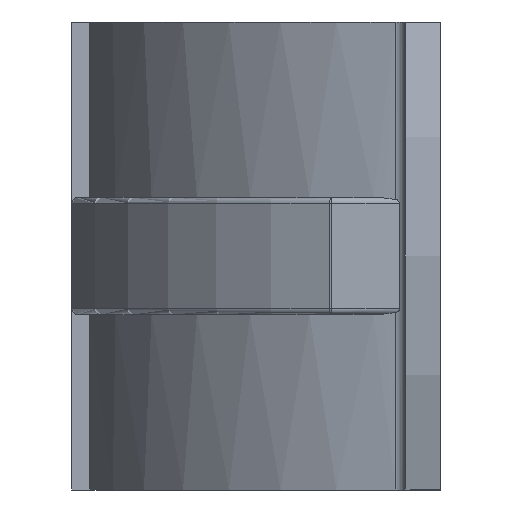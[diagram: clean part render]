
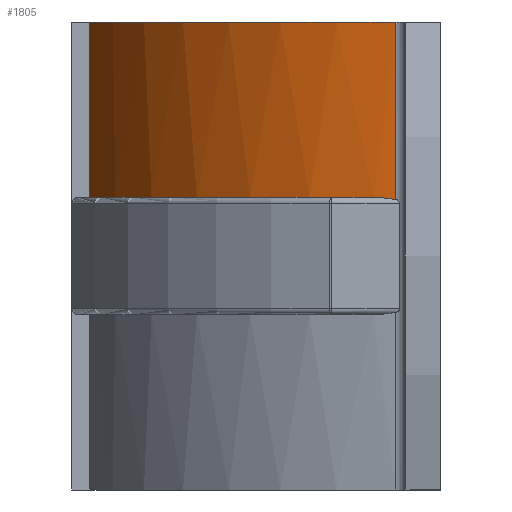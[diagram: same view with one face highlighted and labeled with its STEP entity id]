
A CAD part, left-side view. The second image highlights one B-rep face of the part: STEP entity #1805.
In plain terms, the highlighted cylindrical face has radius 33.15 mm (diameter 66.3 mm), a partial arc.
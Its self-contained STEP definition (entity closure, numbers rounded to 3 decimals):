
#39 = AXIS2_PLACEMENT_3D ( 'NONE', #211, #527, #2014 ) ;
#61 = CIRCLE ( 'NONE', #1683, 33.15 ) ;
#132 = EDGE_LOOP ( 'NONE', ( #1060, #499, #1095, #2013, #475 ) ) ;
#174 = LINE ( 'NONE', #2088, #2091 ) ;
#183 = CARTESIAN_POINT ( 'NONE',  ( 0., -1.65, 20. ) ) ;
#211 = CARTESIAN_POINT ( 'NONE',  ( 0., -1.65, 5. ) ) ;
#219 = CARTESIAN_POINT ( 'NONE',  ( -32.693, 3.835, 4.835 ) ) ;
#261 = CARTESIAN_POINT ( 'NONE',  ( -32.693, 3.835, 4.835 ) ) ;
#344 = CYLINDRICAL_SURFACE ( 'NONE', #1791, 33.15 ) ;
#389 = B_SPLINE_CURVE_WITH_KNOTS ( 'NONE', 3,
 ( #1405, #1724, #1094, #1908, #928, #261 ),
 .UNSPECIFIED., .F., .F.,
 ( 4, 2, 4 ),
 ( 0., 0.001, 0.002 ),
 .UNSPECIFIED. ) ;
#475 = ORIENTED_EDGE ( 'NONE', *, *, #1554, .T. ) ;
#499 = ORIENTED_EDGE ( 'NONE', *, *, #655, .T. ) ;
#527 = DIRECTION ( 'NONE',  ( 0., 0., -1. ) ) ;
#606 = CARTESIAN_POINT ( 'NONE',  ( -10., 29.956, 5. ) ) ;
#655 = EDGE_CURVE ( 'NONE', #1165, #989, #389, .T. ) ;
#672 = VERTEX_POINT ( 'NONE', #744 ) ;
#744 = CARTESIAN_POINT ( 'NONE',  ( -32.693, 3.835, 20. ) ) ;
#834 = CARTESIAN_POINT ( 'NONE',  ( -10., 29.956, 20. ) ) ;
#928 = CARTESIAN_POINT ( 'NONE',  ( -32.641, 4.146, 4.893 ) ) ;
#956 = LINE ( 'NONE', #834, #1666 ) ;
#970 = EDGE_CURVE ( 'NONE', #1165, #1985, #1567, .T. ) ;
#976 = DIRECTION ( 'NONE',  ( 0., 0., -1. ) ) ;
#989 = VERTEX_POINT ( 'NONE', #219 ) ;
#1044 = VERTEX_POINT ( 'NONE', #1661 ) ;
#1060 = ORIENTED_EDGE ( 'NONE', *, *, #970, .F. ) ;
#1094 = CARTESIAN_POINT ( 'NONE',  ( -32.46, 5.086, 4.985 ) ) ;
#1095 = ORIENTED_EDGE ( 'NONE', *, *, #2106, .F. ) ;
#1117 = DIRECTION ( 'NONE',  ( 0., 0., -1. ) ) ;
#1165 = VERTEX_POINT ( 'NONE', #1812 ) ;
#1198 = EDGE_CURVE ( 'NONE', #1044, #672, #61, .T. ) ;
#1237 = DIRECTION ( 'NONE',  ( 0., 0., -1. ) ) ;
#1375 = CARTESIAN_POINT ( 'NONE',  ( 0., -1.65, 20. ) ) ;
#1405 = CARTESIAN_POINT ( 'NONE',  ( -32.322, 5.712, 5. ) ) ;
#1554 = EDGE_CURVE ( 'NONE', #1044, #1985, #956, .T. ) ;
#1567 = CIRCLE ( 'NONE', #39, 33.15 ) ;
#1661 = CARTESIAN_POINT ( 'NONE',  ( -10., 29.956, 20. ) ) ;
#1663 = DIRECTION ( 'NONE',  ( 0., 0., 1. ) ) ;
#1666 = VECTOR ( 'NONE', #976, 1000. ) ;
#1683 = AXIS2_PLACEMENT_3D ( 'NONE', #183, #1663, #1988 ) ;
#1724 = CARTESIAN_POINT ( 'NONE',  ( -32.393, 5.399, 5. ) ) ;
#1791 = AXIS2_PLACEMENT_3D ( 'NONE', #1375, #1237, #1883 ) ;
#1805 = ADVANCED_FACE ( 'NONE', ( #1818 ), #344, .T. ) ;
#1812 = CARTESIAN_POINT ( 'NONE',  ( -32.322, 5.712, 5. ) ) ;
#1818 = FACE_OUTER_BOUND ( 'NONE', #132, .T. ) ;
#1883 = DIRECTION ( 'NONE',  ( -1., 0., 0. ) ) ;
#1908 = CARTESIAN_POINT ( 'NONE',  ( -32.584, 4.459, 4.931 ) ) ;
#1985 = VERTEX_POINT ( 'NONE', #606 ) ;
#1988 = DIRECTION ( 'NONE',  ( 1., 0., 0. ) ) ;
#2013 = ORIENTED_EDGE ( 'NONE', *, *, #1198, .F. ) ;
#2014 = DIRECTION ( 'NONE',  ( 1., 0., 0. ) ) ;
#2088 = CARTESIAN_POINT ( 'NONE',  ( -32.693, 3.835, 20. ) ) ;
#2091 = VECTOR ( 'NONE', #1117, 1000. ) ;
#2106 = EDGE_CURVE ( 'NONE', #672, #989, #174, .T. ) ;
